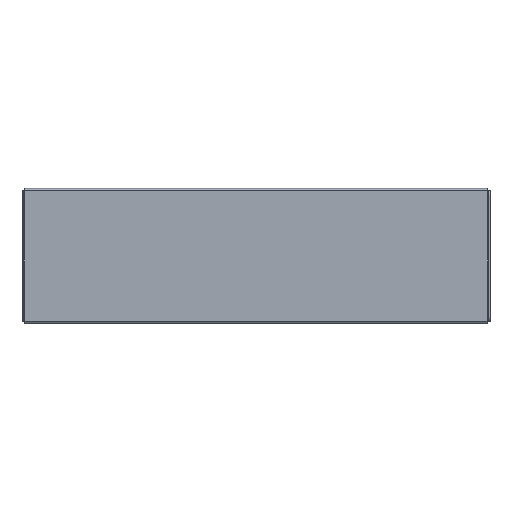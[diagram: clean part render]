
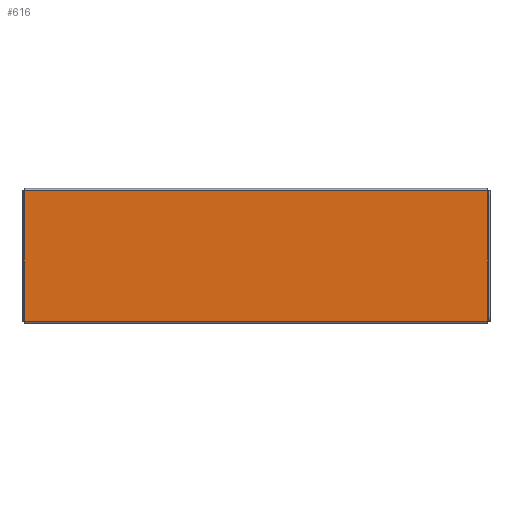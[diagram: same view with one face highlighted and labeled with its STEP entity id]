
A CAD part, top view. The second image highlights one B-rep face of the part: STEP entity #616.
In plain terms, the highlighted planar face has unit normal (0, 0, 1).
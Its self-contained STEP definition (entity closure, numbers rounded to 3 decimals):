
#1 = VERTEX_POINT ( 'NONE', #726 ) ;
#64 = DIRECTION ( 'NONE',  ( 1., 0., 0. ) ) ;
#109 = VECTOR ( 'NONE', #1163, 1000. ) ;
#145 = CARTESIAN_POINT ( 'NONE',  ( 250.5, -70.5, 0. ) ) ;
#178 = EDGE_CURVE ( 'NONE', #889, #1, #1846, .T. ) ;
#230 = CARTESIAN_POINT ( 'NONE',  ( 250.5, 70.5, 0. ) ) ;
#244 = VERTEX_POINT ( 'NONE', #230 ) ;
#339 = EDGE_CURVE ( 'NONE', #1, #1678, #1260, .T. ) ;
#351 = EDGE_LOOP ( 'NONE', ( #1424, #484, #1473, #1320 ) ) ;
#366 = VECTOR ( 'NONE', #1236, 1000. ) ;
#416 = DIRECTION ( 'NONE',  ( 0., 0., 1. ) ) ;
#419 = PLANE ( 'NONE',  #1812 ) ;
#428 = EDGE_CURVE ( 'NONE', #1678, #244, #1104, .T. ) ;
#470 = EDGE_CURVE ( 'NONE', #244, #889, #1242, .T. ) ;
#484 = ORIENTED_EDGE ( 'NONE', *, *, #339, .T. ) ;
#616 = ADVANCED_FACE ( 'NONE', ( #1847 ), #419, .T. ) ;
#726 = CARTESIAN_POINT ( 'NONE',  ( -250.5, -70.5, 0. ) ) ;
#827 = DIRECTION ( 'NONE',  ( 1., 0., 0. ) ) ;
#889 = VERTEX_POINT ( 'NONE', #1615 ) ;
#930 = CARTESIAN_POINT ( 'NONE',  ( 250.5, -70.5, 0. ) ) ;
#1048 = CARTESIAN_POINT ( 'NONE',  ( 250.5, -70.5, 0. ) ) ;
#1104 = LINE ( 'NONE', #930, #366 ) ;
#1163 = DIRECTION ( 'NONE',  ( 0., -1., 0. ) ) ;
#1215 = CARTESIAN_POINT ( 'NONE',  ( 250.5, 70.5, 0. ) ) ;
#1236 = DIRECTION ( 'NONE',  ( 0., 1., 0. ) ) ;
#1242 = LINE ( 'NONE', #1215, #1584 ) ;
#1260 = LINE ( 'NONE', #1048, #1395 ) ;
#1320 = ORIENTED_EDGE ( 'NONE', *, *, #470, .T. ) ;
#1395 = VECTOR ( 'NONE', #64, 1000. ) ;
#1424 = ORIENTED_EDGE ( 'NONE', *, *, #178, .T. ) ;
#1473 = ORIENTED_EDGE ( 'NONE', *, *, #428, .T. ) ;
#1515 = DIRECTION ( 'NONE',  ( -1., 0., 0. ) ) ;
#1584 = VECTOR ( 'NONE', #1515, 1000. ) ;
#1615 = CARTESIAN_POINT ( 'NONE',  ( -250.5, 70.5, 0. ) ) ;
#1631 = CARTESIAN_POINT ( 'NONE',  ( -250.5, -70.5, 0. ) ) ;
#1678 = VERTEX_POINT ( 'NONE', #145 ) ;
#1812 = AXIS2_PLACEMENT_3D ( 'NONE', #1814, #416, #827 ) ;
#1814 = CARTESIAN_POINT ( 'NONE',  ( 0., 0., 0. ) ) ;
#1846 = LINE ( 'NONE', #1631, #109 ) ;
#1847 = FACE_OUTER_BOUND ( 'NONE', #351, .T. ) ;
